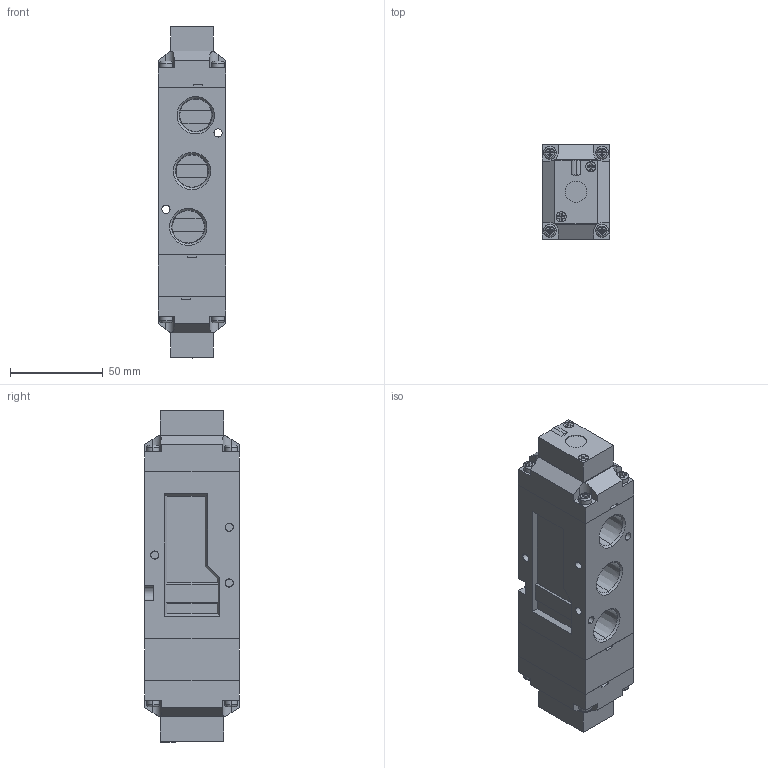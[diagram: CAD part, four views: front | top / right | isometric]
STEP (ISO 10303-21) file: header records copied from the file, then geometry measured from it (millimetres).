
FILE_DESCRIPTION (( 'STEP AP203' ), '1' );
FILE_NAME ('SFP6503.STEP', '2016-01-13T02:45:14', ( 'yrd8' ), ( 'Hewlett-Packard Company' ), 'SwSTEP 2.0', 'SolidWorks 2008', '' );
FILE_SCHEMA (( 'CONFIG_CONTROL_DESIGN' ));
Length unit declared in the file: millimetre
Products named in the file (5): SFP6503; SFP6000 Body_ル遽; SFP6000 Block Guide_ル遽; SFP6000 Semi Pilot_ル遽; SFP6000 Pilot_ル遽
Assembly tree (6 placements, depth 2):
  SFP6503
    SFP6000 Pilot_ル遽  x2
    SFP6000 Semi Pilot_ル遽  x2
    SFP6000 Block Guide_ル遽
    SFP6000 Body_ル遽
Bounding box: 36.5 x 51 x 178.5 mm (x, y, z)
Volume: 258504.1 mm3; surface area: 56696.7 mm2
Topology: 6 solids, 6 shells, 448 faces, 1174 edges, 770 vertices
Faces by surface type: plane 338, cylinder 62, cone 30, torus 18
Entity records: 9055 total; most frequent: CARTESIAN_POINT 1730, ORIENTED_EDGE 1430, DIRECTION 1358, EDGE_CURVE 715, LINE 474, VECTOR 474, VERTEX_POINT 470, AXIS2_PLACEMENT_3D 442
